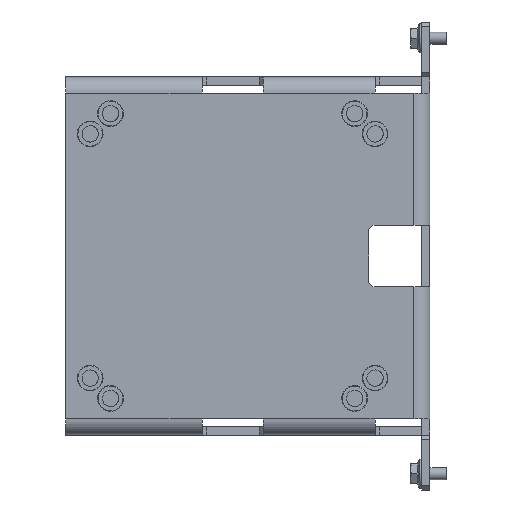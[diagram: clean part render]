
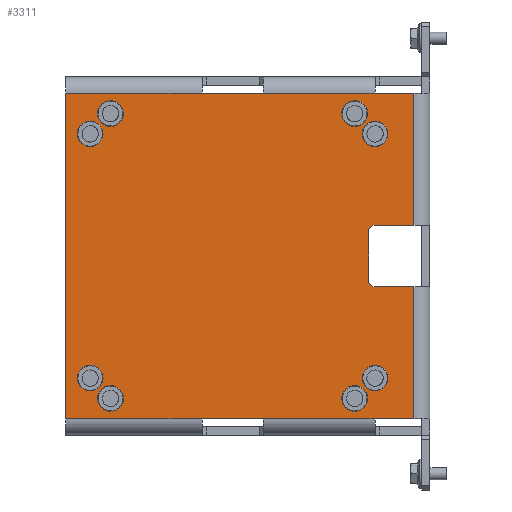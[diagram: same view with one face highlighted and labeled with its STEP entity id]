
A CAD part, left-side view. The second image highlights one B-rep face of the part: STEP entity #3311.
In plain terms, the highlighted face is planar.
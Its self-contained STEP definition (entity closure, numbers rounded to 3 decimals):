
#2279=PLANE('',#8006);
#2714=LINE('',#10270,#3006);
#2732=LINE('',#10316,#3024);
#2735=LINE('',#10345,#3027);
#2736=LINE('',#10348,#3028);
#2737=LINE('',#10350,#3029);
#2738=LINE('',#10352,#3030);
#2739=LINE('',#10354,#3031);
#2740=LINE('',#10356,#3032);
#2741=LINE('',#10358,#3033);
#2742=LINE('',#10359,#3034);
#2743=LINE('',#10361,#3035);
#2744=LINE('',#10363,#3036);
#2745=LINE('',#10364,#3037);
#2746=LINE('',#10366,#3038);
#2747=LINE('',#10368,#3039);
#2748=LINE('',#10370,#3040);
#3006=VECTOR('',#8671,1.);
#3024=VECTOR('',#8703,1.);
#3027=VECTOR('',#8732,1.);
#3028=VECTOR('',#8733,1.);
#3029=VECTOR('',#8734,1.);
#3030=VECTOR('',#8735,1.);
#3031=VECTOR('',#8736,1.);
#3032=VECTOR('',#8737,1.);
#3033=VECTOR('',#8738,1.);
#3034=VECTOR('',#8739,1.);
#3035=VECTOR('',#8740,1.);
#3036=VECTOR('',#8741,1.);
#3037=VECTOR('',#8742,1.);
#3038=VECTOR('',#8743,1.);
#3039=VECTOR('',#8744,1.);
#3040=VECTOR('',#8745,1.);
#3311=ADVANCED_FACE('',(#3778,#3779,#3780,#3781,#3782,#3783,#3784,#3785,
#3786),#2279,.T.);
#3778=FACE_BOUND('',#4123,.T.);
#3779=FACE_BOUND('',#4124,.T.);
#3780=FACE_BOUND('',#4125,.T.);
#3781=FACE_BOUND('',#4126,.T.);
#3782=FACE_BOUND('',#4127,.T.);
#3783=FACE_BOUND('',#4128,.T.);
#3784=FACE_BOUND('',#4129,.T.);
#3785=FACE_BOUND('',#4130,.T.);
#3786=FACE_BOUND('',#4131,.T.);
#4123=EDGE_LOOP('',(#4720));
#4124=EDGE_LOOP('',(#4721));
#4125=EDGE_LOOP('',(#4722));
#4126=EDGE_LOOP('',(#4723));
#4127=EDGE_LOOP('',(#4724));
#4128=EDGE_LOOP('',(#4725));
#4129=EDGE_LOOP('',(#4726));
#4130=EDGE_LOOP('',(#4727));
#4131=EDGE_LOOP('',(#4728,#4729,#4730,#4731,#4732,#4733,#4734,#4735,#4736,
#4737,#4738,#4739,#4740,#4741,#4742,#4743));
#4720=ORIENTED_EDGE('',*,*,#6675,.F.);
#4721=ORIENTED_EDGE('',*,*,#6676,.F.);
#4722=ORIENTED_EDGE('',*,*,#6677,.F.);
#4723=ORIENTED_EDGE('',*,*,#6678,.F.);
#4724=ORIENTED_EDGE('',*,*,#6679,.F.);
#4725=ORIENTED_EDGE('',*,*,#6680,.F.);
#4726=ORIENTED_EDGE('',*,*,#6681,.F.);
#4727=ORIENTED_EDGE('',*,*,#6682,.F.);
#4728=ORIENTED_EDGE('',*,*,#6683,.T.);
#4729=ORIENTED_EDGE('',*,*,#6684,.T.);
#4730=ORIENTED_EDGE('',*,*,#6685,.T.);
#4731=ORIENTED_EDGE('',*,*,#6686,.T.);
#4732=ORIENTED_EDGE('',*,*,#6687,.T.);
#4733=ORIENTED_EDGE('',*,*,#6688,.T.);
#4734=ORIENTED_EDGE('',*,*,#6689,.T.);
#4735=ORIENTED_EDGE('',*,*,#6669,.T.);
#4736=ORIENTED_EDGE('',*,*,#6690,.T.);
#4737=ORIENTED_EDGE('',*,*,#6691,.T.);
#4738=ORIENTED_EDGE('',*,*,#6692,.T.);
#4739=ORIENTED_EDGE('',*,*,#6647,.T.);
#4740=ORIENTED_EDGE('',*,*,#6693,.T.);
#4741=ORIENTED_EDGE('',*,*,#6694,.T.);
#4742=ORIENTED_EDGE('',*,*,#6695,.T.);
#4743=ORIENTED_EDGE('',*,*,#6696,.T.);
#6138=VERTEX_POINT('',#10268);
#6140=VERTEX_POINT('',#10271);
#6160=VERTEX_POINT('',#10315);
#6161=VERTEX_POINT('',#10317);
#6166=VERTEX_POINT('',#10330);
#6167=VERTEX_POINT('',#10332);
#6168=VERTEX_POINT('',#10334);
#6169=VERTEX_POINT('',#10336);
#6170=VERTEX_POINT('',#10338);
#6171=VERTEX_POINT('',#10340);
#6172=VERTEX_POINT('',#10342);
#6173=VERTEX_POINT('',#10344);
#6174=VERTEX_POINT('',#10346);
#6175=VERTEX_POINT('',#10347);
#6176=VERTEX_POINT('',#10349);
#6177=VERTEX_POINT('',#10351);
#6178=VERTEX_POINT('',#10353);
#6179=VERTEX_POINT('',#10355);
#6180=VERTEX_POINT('',#10357);
#6181=VERTEX_POINT('',#10360);
#6182=VERTEX_POINT('',#10362);
#6183=VERTEX_POINT('',#10365);
#6184=VERTEX_POINT('',#10367);
#6185=VERTEX_POINT('',#10369);
#6647=EDGE_CURVE('',#6140,#6138,#2714,.T.);
#6669=EDGE_CURVE('',#6161,#6160,#2732,.T.);
#6675=EDGE_CURVE('',#6166,#6166,#7378,.T.);
#6676=EDGE_CURVE('',#6167,#6167,#7379,.T.);
#6677=EDGE_CURVE('',#6168,#6168,#7380,.T.);
#6678=EDGE_CURVE('',#6169,#6169,#7381,.T.);
#6679=EDGE_CURVE('',#6170,#6170,#7382,.T.);
#6680=EDGE_CURVE('',#6171,#6171,#7383,.T.);
#6681=EDGE_CURVE('',#6172,#6172,#7384,.T.);
#6682=EDGE_CURVE('',#6173,#6173,#7385,.T.);
#6683=EDGE_CURVE('',#6174,#6175,#2735,.T.);
#6684=EDGE_CURVE('',#6175,#6176,#2736,.T.);
#6685=EDGE_CURVE('',#6176,#6177,#2737,.T.);
#6686=EDGE_CURVE('',#6177,#6178,#2738,.T.);
#6687=EDGE_CURVE('',#6178,#6179,#2739,.T.);
#6688=EDGE_CURVE('',#6179,#6180,#2740,.T.);
#6689=EDGE_CURVE('',#6180,#6161,#2741,.T.);
#6690=EDGE_CURVE('',#6160,#6181,#2742,.T.);
#6691=EDGE_CURVE('',#6181,#6182,#2743,.T.);
#6692=EDGE_CURVE('',#6182,#6140,#2744,.T.);
#6693=EDGE_CURVE('',#6138,#6183,#2745,.T.);
#6694=EDGE_CURVE('',#6183,#6184,#2746,.T.);
#6695=EDGE_CURVE('',#6184,#6185,#2747,.T.);
#6696=EDGE_CURVE('',#6185,#6174,#2748,.T.);
#7378=CIRCLE('',#7998,6.325);
#7379=CIRCLE('',#7999,6.325);
#7380=CIRCLE('',#8000,6.325);
#7381=CIRCLE('',#8001,6.325);
#7382=CIRCLE('',#8002,6.325);
#7383=CIRCLE('',#8003,6.325);
#7384=CIRCLE('',#8004,6.325);
#7385=CIRCLE('',#8005,6.325);
#7998=AXIS2_PLACEMENT_3D('',#10329,#8716,#8717);
#7999=AXIS2_PLACEMENT_3D('',#10331,#8718,#8719);
#8000=AXIS2_PLACEMENT_3D('',#10333,#8720,#8721);
#8001=AXIS2_PLACEMENT_3D('',#10335,#8722,#8723);
#8002=AXIS2_PLACEMENT_3D('',#10337,#8724,#8725);
#8003=AXIS2_PLACEMENT_3D('',#10339,#8726,#8727);
#8004=AXIS2_PLACEMENT_3D('',#10341,#8728,#8729);
#8005=AXIS2_PLACEMENT_3D('',#10343,#8730,#8731);
#8006=AXIS2_PLACEMENT_3D('',#10371,#8746,#8747);
#8671=DIRECTION('',(0.,0.,1.));
#8703=DIRECTION('',(0.,0.,-1.));
#8716=DIRECTION('',(0.,-1.,0.));
#8717=DIRECTION('',(0.837,0.,-0.547));
#8718=DIRECTION('',(0.,-1.,0.));
#8719=DIRECTION('',(0.837,0.,-0.547));
#8720=DIRECTION('',(0.,-1.,0.));
#8721=DIRECTION('',(0.837,0.,-0.547));
#8722=DIRECTION('',(0.,-1.,0.));
#8723=DIRECTION('',(0.837,0.,-0.547));
#8724=DIRECTION('',(0.,-1.,0.));
#8725=DIRECTION('',(0.837,0.,-0.547));
#8726=DIRECTION('',(0.,-1.,0.));
#8727=DIRECTION('',(0.837,0.,-0.547));
#8728=DIRECTION('',(0.,-1.,0.));
#8729=DIRECTION('',(0.837,0.,-0.547));
#8730=DIRECTION('',(0.,-1.,0.));
#8731=DIRECTION('',(0.837,0.,-0.547));
#8732=DIRECTION('',(0.,0.,-1.));
#8733=DIRECTION('',(-0.707,0.,-0.707));
#8734=DIRECTION('',(-1.,0.,0.));
#8735=DIRECTION('',(-0.707,0.,0.707));
#8736=DIRECTION('',(0.,0.,1.));
#8737=DIRECTION('',(-1.,0.,0.));
#8738=DIRECTION('',(0.,0.,-1.));
#8739=DIRECTION('',(0.,0.,-1.));
#8740=DIRECTION('',(0.,0.,-1.));
#8741=DIRECTION('',(1.,0.,0.));
#8742=DIRECTION('',(0.,0.,1.));
#8743=DIRECTION('',(0.,0.,1.));
#8744=DIRECTION('',(0.,0.,1.));
#8745=DIRECTION('',(-1.,0.,0.));
#8746=DIRECTION('',(0.,-1.,0.));
#8747=DIRECTION('',(0.,0.,1.));
#10268=CARTESIAN_POINT('',(195.,0.,-112.));
#10270=CARTESIAN_POINT('',(195.,0.,-179.));
#10271=CARTESIAN_POINT('',(195.,0.,-179.));
#10315=CARTESIAN_POINT('',(35.,0.,-82.));
#10316=CARTESIAN_POINT('',(35.,0.,-27.));
#10317=CARTESIAN_POINT('',(35.,0.,-27.));
#10329=CARTESIAN_POINT('',(175.,0.,-167.));
#10330=CARTESIAN_POINT('',(180.295,0.,-170.459));
#10331=CARTESIAN_POINT('',(55.,0.,-167.));
#10332=CARTESIAN_POINT('',(60.295,0.,-170.459));
#10333=CARTESIAN_POINT('',(185.,0.,-157.));
#10334=CARTESIAN_POINT('',(190.295,0.,-160.459));
#10335=CARTESIAN_POINT('',(45.,0.,-157.));
#10336=CARTESIAN_POINT('',(50.295,0.,-160.459));
#10337=CARTESIAN_POINT('',(175.,0.,-27.));
#10338=CARTESIAN_POINT('',(180.295,0.,-30.459));
#10339=CARTESIAN_POINT('',(55.,0.,-27.));
#10340=CARTESIAN_POINT('',(60.295,0.,-30.459));
#10341=CARTESIAN_POINT('',(45.,0.,-37.));
#10342=CARTESIAN_POINT('',(50.295,0.,-40.459));
#10343=CARTESIAN_POINT('',(185.,0.,-37.));
#10344=CARTESIAN_POINT('',(190.295,0.,-40.459));
#10345=CARTESIAN_POINT('',(130.,0.,0.));
#10346=CARTESIAN_POINT('',(130.,0.,-8.));
#10347=CARTESIAN_POINT('',(130.,0.,-28.));
#10348=CARTESIAN_POINT('',(128.,0.,-30.));
#10349=CARTESIAN_POINT('',(128.,0.,-30.));
#10350=CARTESIAN_POINT('',(115.,0.,-30.));
#10351=CARTESIAN_POINT('',(102.,0.,-30.));
#10352=CARTESIAN_POINT('',(100.,0.,-28.));
#10353=CARTESIAN_POINT('',(100.,0.,-28.));
#10354=CARTESIAN_POINT('',(100.,0.,0.));
#10355=CARTESIAN_POINT('',(100.,0.,-8.));
#10356=CARTESIAN_POINT('',(195.,0.,-8.));
#10357=CARTESIAN_POINT('',(35.,0.,-8.));
#10358=CARTESIAN_POINT('',(35.,0.,-3.476));
#10359=CARTESIAN_POINT('',(35.,0.,-82.));
#10360=CARTESIAN_POINT('',(35.,0.,-112.));
#10361=CARTESIAN_POINT('',(35.,0.,-27.));
#10362=CARTESIAN_POINT('',(35.,0.,-179.));
#10363=CARTESIAN_POINT('',(35.,0.,-179.));
#10364=CARTESIAN_POINT('',(195.,0.,-112.));
#10365=CARTESIAN_POINT('',(195.,0.,-82.));
#10366=CARTESIAN_POINT('',(195.,0.,-179.));
#10367=CARTESIAN_POINT('',(195.,0.,-27.));
#10368=CARTESIAN_POINT('',(195.,0.,-179.));
#10369=CARTESIAN_POINT('',(195.,0.,-8.));
#10370=CARTESIAN_POINT('',(195.,0.,-8.));
#10371=CARTESIAN_POINT('',(115.,0.,0.));
